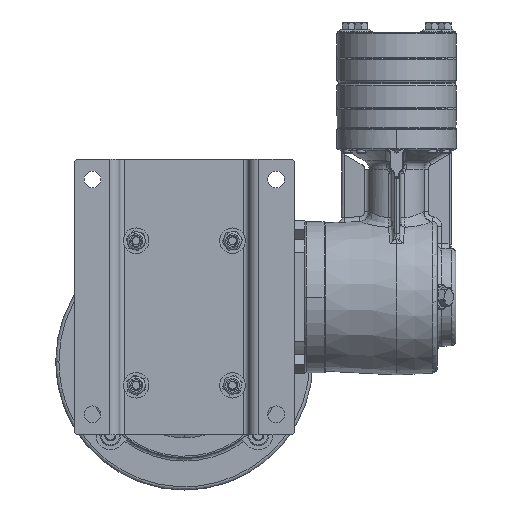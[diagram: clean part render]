
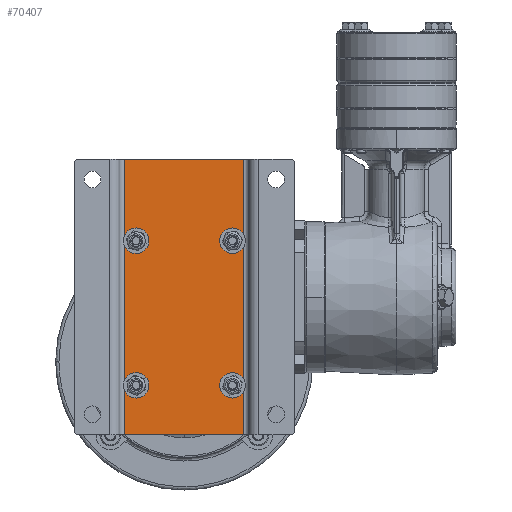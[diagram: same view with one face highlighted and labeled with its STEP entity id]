
A CAD part, front view. The second image highlights one B-rep face of the part: STEP entity #70407.
In plain terms, the highlighted planar face has unit normal (0, -1, 0).
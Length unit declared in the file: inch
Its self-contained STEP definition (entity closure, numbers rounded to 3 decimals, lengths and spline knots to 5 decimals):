
#393 = CARTESIAN_POINT ( 'NONE',  ( -4.01876, -2.0885, 1.52016 ) ) ;
#707 = ORIENTED_EDGE ( 'NONE', *, *, #44339, .F. ) ;
#1558 = AXIS2_PLACEMENT_3D ( 'NONE', #112825, #57263, #1605 ) ;
#1605 = DIRECTION ( 'NONE',  ( 0., 0., -1. ) ) ;
#1787 = CARTESIAN_POINT ( 'NONE',  ( -6.37876, -2.0885, 1.38016 ) ) ;
#1967 = DIRECTION ( 'NONE',  ( 0., 0., -1. ) ) ;
#2519 = ORIENTED_EDGE ( 'NONE', *, *, #18318, .F. ) ;
#3734 = CARTESIAN_POINT ( 'NONE',  ( -6.37876, -2.0885, -2.15984 ) ) ;
#4328 = ORIENTED_EDGE ( 'NONE', *, *, #85867, .F. ) ;
#4638 = DIRECTION ( 'NONE',  ( 0., 0., 1. ) ) ;
#5295 = LINE ( 'NONE', #115898, #27101 ) ;
#6130 = EDGE_CURVE ( 'NONE', #69309, #24091, #108704, .T. ) ;
#6957 = AXIS2_PLACEMENT_3D ( 'NONE', #101239, #45668, #110571 ) ;
#7497 = CARTESIAN_POINT ( 'NONE',  ( -3.61876, -2.0885, -3.36984 ) ) ;
#7781 = VERTEX_POINT ( 'NONE', #58091 ) ;
#8298 = CARTESIAN_POINT ( 'NONE',  ( -4.01876, -2.0885, -2.15984 ) ) ;
#9078 = FACE_BOUND ( 'NONE', #65023, .T. ) ;
#10321 = LINE ( 'NONE', #7497, #56728 ) ;
#10485 = CIRCLE ( 'NONE', #101186, 0.14 ) ;
#10558 = VERTEX_POINT ( 'NONE', #43427 ) ;
#10615 = CARTESIAN_POINT ( 'NONE',  ( -3.61876, -2.0885, -3.36984 ) ) ;
#11033 = CARTESIAN_POINT ( 'NONE',  ( -6.37876, -2.0885, -2.01984 ) ) ;
#11237 = DIRECTION ( 'NONE',  ( 0., 0., -1. ) ) ;
#12426 = CIRCLE ( 'NONE', #40376, 0.14 ) ;
#16813 = DIRECTION ( 'NONE',  ( -1., 0., 0. ) ) ;
#17643 = DIRECTION ( 'NONE',  ( 0., 0., -1. ) ) ;
#18318 = EDGE_CURVE ( 'NONE', #38244, #76947, #105449, .T. ) ;
#18949 = DIRECTION ( 'NONE',  ( 0., 0., -1. ) ) ;
#19933 = DIRECTION ( 'NONE',  ( 0., 0., -1. ) ) ;
#20108 = VERTEX_POINT ( 'NONE', #31296 ) ;
#20876 = CARTESIAN_POINT ( 'NONE',  ( -6.37876, -2.0885, 1.24016 ) ) ;
#21142 = CARTESIAN_POINT ( 'NONE',  ( -3.73876, -2.0885, 3.38016 ) ) ;
#21908 = ORIENTED_EDGE ( 'NONE', *, *, #23096, .F. ) ;
#22271 = VERTEX_POINT ( 'NONE', #20876 ) ;
#23096 = EDGE_CURVE ( 'NONE', #22271, #10558, #12426, .T. ) ;
#24091 = VERTEX_POINT ( 'NONE', #21142 ) ;
#26016 = CARTESIAN_POINT ( 'NONE',  ( -6.37876, -2.0885, 1.38016 ) ) ;
#27101 = VECTOR ( 'NONE', #60374, 39.37008 ) ;
#30273 = ORIENTED_EDGE ( 'NONE', *, *, #46476, .T. ) ;
#31296 = CARTESIAN_POINT ( 'NONE',  ( -6.65876, -2.0885, 3.38016 ) ) ;
#32295 = CARTESIAN_POINT ( 'NONE',  ( -3.73876, -2.0885, 3.38016 ) ) ;
#32856 = AXIS2_PLACEMENT_3D ( 'NONE', #89753, #34297, #99089 ) ;
#33820 = FACE_BOUND ( 'NONE', #34042, .T. ) ;
#34042 = EDGE_LOOP ( 'NONE', ( #45005, #106196 ) ) ;
#34297 = DIRECTION ( 'NONE',  ( 0., -1., 0. ) ) ;
#35376 = DIRECTION ( 'NONE',  ( 0., 0., -1. ) ) ;
#36597 = CIRCLE ( 'NONE', #76590, 0.14 ) ;
#37885 = VECTOR ( 'NONE', #53236, 39.37008 ) ;
#38244 = VERTEX_POINT ( 'NONE', #40049 ) ;
#38587 = CIRCLE ( 'NONE', #32856, 0.14 ) ;
#39201 = EDGE_LOOP ( 'NONE', ( #58903, #4328 ) ) ;
#40049 = CARTESIAN_POINT ( 'NONE',  ( -3.87876, -2.0885, -2.15984 ) ) ;
#40084 = CARTESIAN_POINT ( 'NONE',  ( -6.37876, -2.0885, -2.29984 ) ) ;
#40376 = AXIS2_PLACEMENT_3D ( 'NONE', #1787, #66826, #11237 ) ;
#43427 = CARTESIAN_POINT ( 'NONE',  ( -6.37876, -2.0885, 1.52016 ) ) ;
#44339 = EDGE_CURVE ( 'NONE', #10558, #22271, #36597, .T. ) ;
#44935 = CIRCLE ( 'NONE', #93437, 0.14 ) ;
#45005 = ORIENTED_EDGE ( 'NONE', *, *, #115610, .F. ) ;
#45668 = DIRECTION ( 'NONE',  ( 0., -1., 0. ) ) ;
#46008 = CARTESIAN_POINT ( 'NONE',  ( -4.15876, -2.0885, -2.15984 ) ) ;
#46476 = EDGE_CURVE ( 'NONE', #20108, #7781, #5295, .T. ) ;
#47347 = VERTEX_POINT ( 'NONE', #393 ) ;
#53203 = EDGE_CURVE ( 'NONE', #69309, #7781, #10321, .T. ) ;
#53236 = DIRECTION ( 'NONE',  ( -1., 0., 0. ) ) ;
#56728 = VECTOR ( 'NONE', #16813, 39.37008 ) ;
#57263 = DIRECTION ( 'NONE',  ( 0., -1., 0. ) ) ;
#57645 = DIRECTION ( 'NONE',  ( 0., -1., 0. ) ) ;
#57719 = CIRCLE ( 'NONE', #6957, 0.14 ) ;
#58091 = CARTESIAN_POINT ( 'NONE',  ( -6.65876, -2.0885, -3.36984 ) ) ;
#58903 = ORIENTED_EDGE ( 'NONE', *, *, #112694, .F. ) ;
#60374 = DIRECTION ( 'NONE',  ( 0., 0., -1. ) ) ;
#62560 = LINE ( 'NONE', #98681, #37885 ) ;
#63607 = VERTEX_POINT ( 'NONE', #40084 ) ;
#65023 = EDGE_LOOP ( 'NONE', ( #21908, #707 ) ) ;
#66826 = DIRECTION ( 'NONE',  ( 0., -1., 0. ) ) ;
#68707 = DIRECTION ( 'NONE',  ( 0., -1., 0. ) ) ;
#69309 = VERTEX_POINT ( 'NONE', #72991 ) ;
#69406 = ORIENTED_EDGE ( 'NONE', *, *, #109109, .F. ) ;
#70109 = AXIS2_PLACEMENT_3D ( 'NONE', #10615, #75422, #19933 ) ;
#70398 = EDGE_LOOP ( 'NONE', ( #87975, #111793, #109419, #30273 ) ) ;
#70407 = ADVANCED_FACE ( 'NONE', ( #33820, #104919, #107851, #9078, #83051 ), #84374, .F. ) ;
#70443 = EDGE_CURVE ( 'NONE', #47347, #110352, #10485, .T. ) ;
#72991 = CARTESIAN_POINT ( 'NONE',  ( -3.73876, -2.0885, -3.36984 ) ) ;
#73124 = DIRECTION ( 'NONE',  ( 0., -1., 0. ) ) ;
#75422 = DIRECTION ( 'NONE',  ( 0., 1., 0. ) ) ;
#76590 = AXIS2_PLACEMENT_3D ( 'NONE', #26016, #90821, #35376 ) ;
#76947 = VERTEX_POINT ( 'NONE', #46008 ) ;
#80980 = VECTOR ( 'NONE', #4638, 39.37008 ) ;
#82928 = EDGE_CURVE ( 'NONE', #24091, #20108, #62560, .T. ) ;
#83051 = FACE_OUTER_BOUND ( 'NONE', #70398, .T. ) ;
#84272 = CARTESIAN_POINT ( 'NONE',  ( -4.01876, -2.0885, 1.24016 ) ) ;
#84374 = PLANE ( 'NONE',  #70109 ) ;
#85867 = EDGE_CURVE ( 'NONE', #88720, #63607, #44935, .T. ) ;
#87975 = ORIENTED_EDGE ( 'NONE', *, *, #53203, .F. ) ;
#88720 = VERTEX_POINT ( 'NONE', #11033 ) ;
#89753 = CARTESIAN_POINT ( 'NONE',  ( -4.01876, -2.0885, 1.38016 ) ) ;
#90821 = DIRECTION ( 'NONE',  ( 0., -1., 0. ) ) ;
#93437 = AXIS2_PLACEMENT_3D ( 'NONE', #3734, #68707, #18949 ) ;
#96546 = CIRCLE ( 'NONE', #99657, 0.14 ) ;
#98681 = CARTESIAN_POINT ( 'NONE',  ( -3.61876, -2.0885, 3.38016 ) ) ;
#99089 = DIRECTION ( 'NONE',  ( 0., 0., -1. ) ) ;
#99657 = AXIS2_PLACEMENT_3D ( 'NONE', #8298, #73124, #17643 ) ;
#101186 = AXIS2_PLACEMENT_3D ( 'NONE', #113189, #57645, #1967 ) ;
#101239 = CARTESIAN_POINT ( 'NONE',  ( -6.37876, -2.0885, -2.15984 ) ) ;
#104919 = FACE_BOUND ( 'NONE', #115381, .T. ) ;
#105449 = CIRCLE ( 'NONE', #1558, 0.14 ) ;
#106196 = ORIENTED_EDGE ( 'NONE', *, *, #70443, .F. ) ;
#107851 = FACE_BOUND ( 'NONE', #39201, .T. ) ;
#108704 = LINE ( 'NONE', #32295, #80980 ) ;
#109109 = EDGE_CURVE ( 'NONE', #76947, #38244, #96546, .T. ) ;
#109419 = ORIENTED_EDGE ( 'NONE', *, *, #82928, .T. ) ;
#110352 = VERTEX_POINT ( 'NONE', #84272 ) ;
#110571 = DIRECTION ( 'NONE',  ( 0., 0., -1. ) ) ;
#111793 = ORIENTED_EDGE ( 'NONE', *, *, #6130, .T. ) ;
#112694 = EDGE_CURVE ( 'NONE', #63607, #88720, #57719, .T. ) ;
#112825 = CARTESIAN_POINT ( 'NONE',  ( -4.01876, -2.0885, -2.15984 ) ) ;
#113189 = CARTESIAN_POINT ( 'NONE',  ( -4.01876, -2.0885, 1.38016 ) ) ;
#115381 = EDGE_LOOP ( 'NONE', ( #2519, #69406 ) ) ;
#115610 = EDGE_CURVE ( 'NONE', #110352, #47347, #38587, .T. ) ;
#115898 = CARTESIAN_POINT ( 'NONE',  ( -6.65876, -2.0885, -3.36984 ) ) ;
